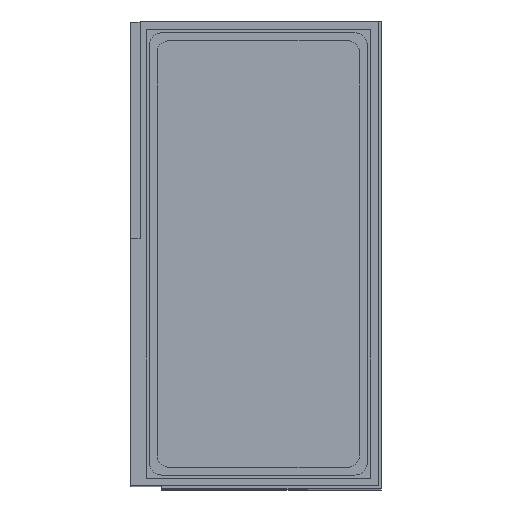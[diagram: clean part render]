
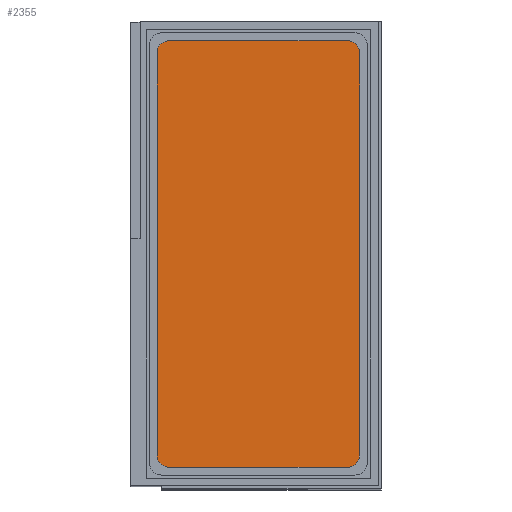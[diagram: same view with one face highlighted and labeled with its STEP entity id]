
A CAD part, top view. The second image highlights one B-rep face of the part: STEP entity #2355.
In plain terms, the highlighted planar face has unit normal (0, 0, 1).
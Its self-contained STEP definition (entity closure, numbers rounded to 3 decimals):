
#71=CIRCLE('',#2598,4.);
#73=CIRCLE('',#2602,4.);
#74=CIRCLE('',#2603,4.);
#75=CIRCLE('',#2604,4.);
#261=FACE_OUTER_BOUND('',#401,.T.);
#401=EDGE_LOOP('',(#2031,#2032,#2033,#2034,#2035,#2036,#2037,#2038));
#663=LINE('',#3834,#943);
#666=LINE('',#3840,#946);
#667=LINE('',#3844,#947);
#668=LINE('',#3848,#948);
#943=VECTOR('',#3156,10.);
#946=VECTOR('',#3161,10.);
#947=VECTOR('',#3164,10.);
#948=VECTOR('',#3167,10.);
#1155=VERTEX_POINT('',#3824);
#1156=VERTEX_POINT('',#3825);
#1159=VERTEX_POINT('',#3833);
#1161=VERTEX_POINT('',#3839);
#1162=VERTEX_POINT('',#3841);
#1163=VERTEX_POINT('',#3843);
#1164=VERTEX_POINT('',#3845);
#1165=VERTEX_POINT('',#3847);
#1451=EDGE_CURVE('',#1155,#1156,#71,.T.);
#1455=EDGE_CURVE('',#1159,#1156,#663,.T.);
#1458=EDGE_CURVE('',#1155,#1161,#666,.T.);
#1459=EDGE_CURVE('',#1162,#1161,#73,.T.);
#1460=EDGE_CURVE('',#1162,#1163,#667,.T.);
#1461=EDGE_CURVE('',#1164,#1163,#74,.T.);
#1462=EDGE_CURVE('',#1164,#1165,#668,.T.);
#1463=EDGE_CURVE('',#1159,#1165,#75,.T.);
#2031=ORIENTED_EDGE('',*,*,#1451,.F.);
#2032=ORIENTED_EDGE('',*,*,#1458,.T.);
#2033=ORIENTED_EDGE('',*,*,#1459,.F.);
#2034=ORIENTED_EDGE('',*,*,#1460,.T.);
#2035=ORIENTED_EDGE('',*,*,#1461,.F.);
#2036=ORIENTED_EDGE('',*,*,#1462,.T.);
#2037=ORIENTED_EDGE('',*,*,#1463,.F.);
#2038=ORIENTED_EDGE('',*,*,#1455,.T.);
#2236=PLANE('',#2601);
#2355=ADVANCED_FACE('',(#261),#2236,.T.);
#2598=AXIS2_PLACEMENT_3D('',#3826,#3148,#3149);
#2601=AXIS2_PLACEMENT_3D('',#3838,#3159,#3160);
#2602=AXIS2_PLACEMENT_3D('',#3842,#3162,#3163);
#2603=AXIS2_PLACEMENT_3D('',#3846,#3165,#3166);
#2604=AXIS2_PLACEMENT_3D('',#3849,#3168,#3169);
#3148=DIRECTION('center_axis',(0.,0.,-1.));
#3149=DIRECTION('ref_axis',(0.707,-0.707,0.));
#3156=DIRECTION('',(1.,0.,0.));
#3159=DIRECTION('center_axis',(0.,0.,1.));
#3160=DIRECTION('ref_axis',(1.,0.,0.));
#3161=DIRECTION('',(0.,1.,0.));
#3162=DIRECTION('center_axis',(0.,0.,-1.));
#3163=DIRECTION('ref_axis',(0.707,0.707,0.));
#3164=DIRECTION('',(-1.,0.,0.));
#3165=DIRECTION('center_axis',(0.,0.,-1.));
#3166=DIRECTION('ref_axis',(-0.707,0.707,0.));
#3167=DIRECTION('',(0.,-1.,0.));
#3168=DIRECTION('center_axis',(0.,0.,-1.));
#3169=DIRECTION('ref_axis',(-0.707,-0.707,0.));
#3824=CARTESIAN_POINT('',(69.,7.5,2.5));
#3825=CARTESIAN_POINT('',(65.,3.5,2.5));
#3826=CARTESIAN_POINT('Origin',(65.,7.5,2.5));
#3833=CARTESIAN_POINT('',(7.5,3.5,2.5));
#3834=CARTESIAN_POINT('',(69.,3.5,2.5));
#3838=CARTESIAN_POINT('Origin',(36.25,72.5,2.5));
#3839=CARTESIAN_POINT('',(69.,137.5,2.5));
#3840=CARTESIAN_POINT('',(69.,141.5,2.5));
#3841=CARTESIAN_POINT('',(65.,141.5,2.5));
#3842=CARTESIAN_POINT('Origin',(65.,137.5,2.5));
#3843=CARTESIAN_POINT('',(7.5,141.5,2.5));
#3844=CARTESIAN_POINT('',(3.5,141.5,2.5));
#3845=CARTESIAN_POINT('',(3.5,137.5,2.5));
#3846=CARTESIAN_POINT('Origin',(7.5,137.5,2.5));
#3847=CARTESIAN_POINT('',(3.5,7.5,2.5));
#3848=CARTESIAN_POINT('',(3.5,3.5,2.5));
#3849=CARTESIAN_POINT('Origin',(7.5,7.5,2.5));
